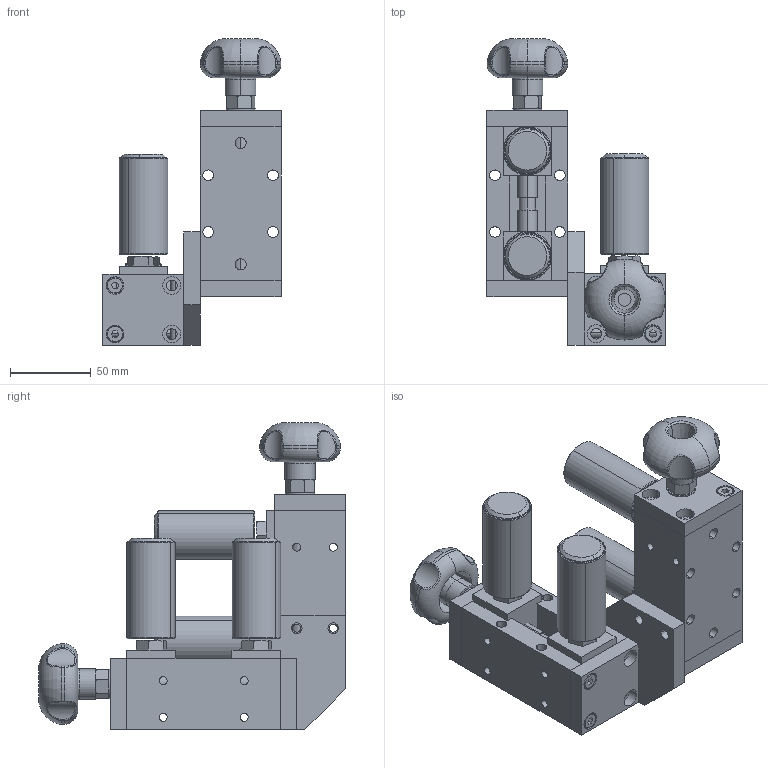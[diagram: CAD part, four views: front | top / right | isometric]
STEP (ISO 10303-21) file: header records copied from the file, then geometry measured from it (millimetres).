
FILE_DESCRIPTION (( 'STEP AP203' ), '1' );
FILE_NAME ('230508 STEP 3-400283-00_16778.STEP', '2023-05-08T04:22:57', ( '' ), ( '' ), 'SwSTEP 2.0', 'SolidWorks 2022', '' );
FILE_SCHEMA (( 'CONFIG_CONTROL_DESIGN' ));
Length unit declared in the file: inch
Products named in the file (1): 230508 STEP 3-400283-00_16778
Bounding box: 110 x 189.39 x 189.39 mm (x, y, z)
Surface area: 158155.2 mm2 (no closed solid volume)
Topology: 0 solids, 48 shells, 465 faces, 1352 edges, 945 vertices
Faces by surface type: plane 187, cylinder 180, cone 74, bspline 16, torus 8
Entity records: 19633 total; most frequent: CARTESIAN_POINT 7243, DIRECTION 2616, ORIENTED_EDGE 2245, EDGE_CURVE 1352, AXIS2_PLACEMENT_3D 964, VERTEX_POINT 945, LINE 688, VECTOR 688
